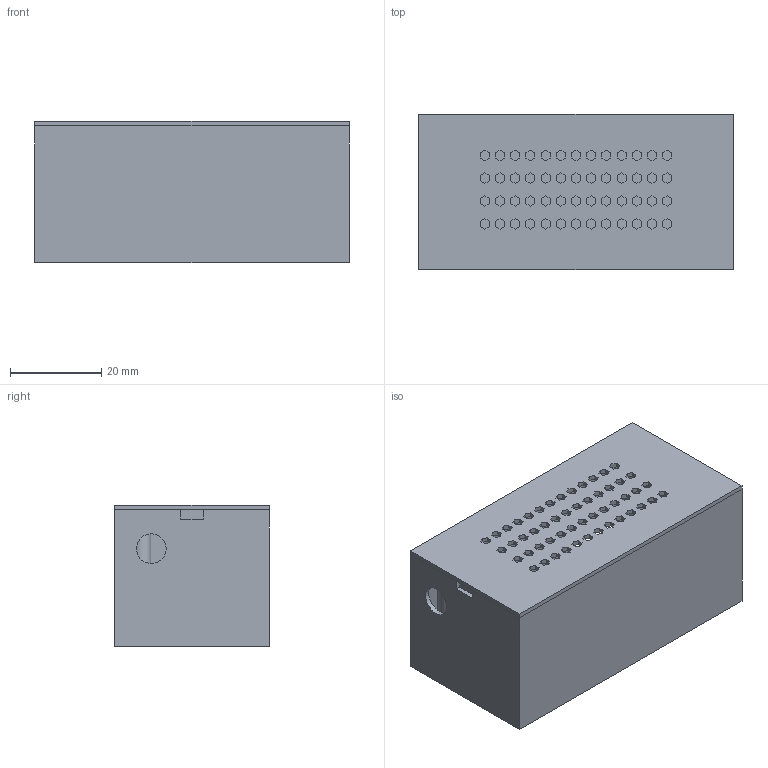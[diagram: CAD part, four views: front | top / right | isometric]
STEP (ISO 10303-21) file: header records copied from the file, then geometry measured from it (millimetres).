
FILE_DESCRIPTION(/* description */ (''),/* implementation_level */ '2;1');
FILE_NAME(/* name */ 'Raspberry Pi Zero W Case v14.step',/* time_stamp */ '2024-01-27T17:10:07+01:00',/* author */ (''),/* organization */ (''),/* preprocessor_version */ 'ST-DEVELOPER v20',/* originating_system */ 'Autodesk Translation Framework v12.14.0.127',/* authorisation */ '');
FILE_SCHEMA (('AUTOMOTIVE_DESIGN { 1 0 10303 214 3 1 1 }'));
Length unit declared in the file: millimetre
Products named in the file (1): Raspberry Pi Zero W Case
Bounding box: 69 x 34 x 31 mm (x, y, z)
Volume: 12149.9 mm3; surface area: 24574 mm2
Topology: 2 solids, 2 shells, 399 faces, 1127 edges, 750 vertices
Faces by surface type: plane 378, cylinder 17, cone 4
Full cylindrical faces by diameter (mm): 2.5 x8, 5 x8, 6.5 x1
Entity records: 12927 total; most frequent: CARTESIAN_POINT 2277, ORIENTED_EDGE 2254, DIRECTION 1965, EDGE_CURVE 1127, LINE 1089, VECTOR 1089, VERTEX_POINT 750, EDGE_LOOP 531
